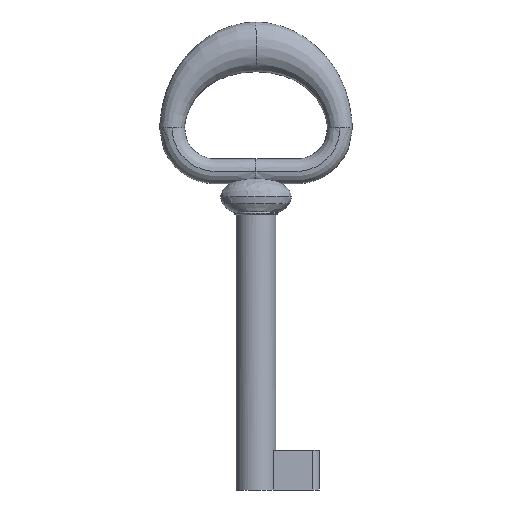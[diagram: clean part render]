
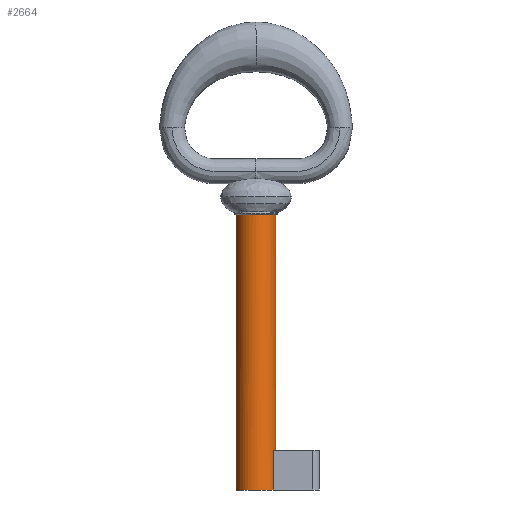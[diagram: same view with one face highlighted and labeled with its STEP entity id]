
A CAD part, front view. The second image highlights one B-rep face of the part: STEP entity #2664.
In plain terms, the highlighted cylindrical face has radius 3.2 mm (diameter 6.4 mm), a partial arc.
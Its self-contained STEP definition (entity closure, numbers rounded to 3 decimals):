
#126 = CARTESIAN_POINT ( 'NONE',  ( 2.827, -1.5, 22.25 ) ) ;
#150 = FACE_OUTER_BOUND ( 'NONE', #1086, .T. ) ;
#174 = CARTESIAN_POINT ( 'NONE',  ( -3.2, 0., 22.25 ) ) ;
#465 = DIRECTION ( 'NONE',  ( 1., 0., 0. ) ) ;
#484 = LINE ( 'NONE', #174, #522 ) ;
#489 = VERTEX_POINT ( 'NONE', #3266 ) ;
#503 = DIRECTION ( 'NONE',  ( 1., 0., 0. ) ) ;
#522 = VECTOR ( 'NONE', #1965, 1000. ) ;
#545 = CARTESIAN_POINT ( 'NONE',  ( 2.827, -1.5, 6.4 ) ) ;
#609 = VERTEX_POINT ( 'NONE', #663 ) ;
#663 = CARTESIAN_POINT ( 'NONE',  ( 2.827, -1.5, 0. ) ) ;
#796 = CARTESIAN_POINT ( 'NONE',  ( 0., 0., 44.25 ) ) ;
#799 = LINE ( 'NONE', #126, #3739 ) ;
#836 = EDGE_CURVE ( 'NONE', #3652, #489, #484, .T. ) ;
#971 = EDGE_CURVE ( 'NONE', #1383, #2544, #2579, .T. ) ;
#1010 = CARTESIAN_POINT ( 'NONE',  ( 0., 0., 6.4 ) ) ;
#1026 = CARTESIAN_POINT ( 'NONE',  ( 0., 0., 22.25 ) ) ;
#1027 = AXIS2_PLACEMENT_3D ( 'NONE', #796, #2293, #1078 ) ;
#1078 = DIRECTION ( 'NONE',  ( 1., 0., 0. ) ) ;
#1086 = EDGE_LOOP ( 'NONE', ( #1656, #1941, #1343, #2081, #3504, #1346 ) ) ;
#1129 = VECTOR ( 'NONE', #2186, 1000. ) ;
#1308 = EDGE_CURVE ( 'NONE', #609, #2544, #799, .T. ) ;
#1343 = ORIENTED_EDGE ( 'NONE', *, *, #1308, .T. ) ;
#1346 = ORIENTED_EDGE ( 'NONE', *, *, #2547, .T. ) ;
#1383 = VERTEX_POINT ( 'NONE', #2160 ) ;
#1387 = AXIS2_PLACEMENT_3D ( 'NONE', #1026, #1995, #1940 ) ;
#1524 = CIRCLE ( 'NONE', #3043, 3.2 ) ;
#1546 = EDGE_CURVE ( 'NONE', #1383, #1695, #1563, .T. ) ;
#1563 = LINE ( 'NONE', #3009, #1129 ) ;
#1590 = DIRECTION ( 'NONE',  ( 0., 0., 1. ) ) ;
#1641 = CARTESIAN_POINT ( 'NONE',  ( 0., 0., 0. ) ) ;
#1656 = ORIENTED_EDGE ( 'NONE', *, *, #836, .F. ) ;
#1695 = VERTEX_POINT ( 'NONE', #3302 ) ;
#1734 = AXIS2_PLACEMENT_3D ( 'NONE', #1010, #2509, #503 ) ;
#1940 = DIRECTION ( 'NONE',  ( 1., 0., 0. ) ) ;
#1941 = ORIENTED_EDGE ( 'NONE', *, *, #2170, .T. ) ;
#1965 = DIRECTION ( 'NONE',  ( 0., 0., 1. ) ) ;
#1995 = DIRECTION ( 'NONE',  ( 0., 0., 1. ) ) ;
#2081 = ORIENTED_EDGE ( 'NONE', *, *, #971, .F. ) ;
#2160 = CARTESIAN_POINT ( 'NONE',  ( 3.2, 0., 6.4 ) ) ;
#2170 = EDGE_CURVE ( 'NONE', #3652, #609, #1524, .T. ) ;
#2186 = DIRECTION ( 'NONE',  ( 0., 0., 1. ) ) ;
#2293 = DIRECTION ( 'NONE',  ( 0., 0., -1. ) ) ;
#2465 = CYLINDRICAL_SURFACE ( 'NONE', #1387, 3.2 ) ;
#2509 = DIRECTION ( 'NONE',  ( 0., 0., -1. ) ) ;
#2534 = CARTESIAN_POINT ( 'NONE',  ( -3.2, 0., 0. ) ) ;
#2544 = VERTEX_POINT ( 'NONE', #545 ) ;
#2547 = EDGE_CURVE ( 'NONE', #1695, #489, #2835, .T. ) ;
#2579 = CIRCLE ( 'NONE', #1734, 3.2 ) ;
#2664 = ADVANCED_FACE ( 'NONE', ( #150 ), #2465, .T. ) ;
#2835 = CIRCLE ( 'NONE', #1027, 3.2 ) ;
#3009 = CARTESIAN_POINT ( 'NONE',  ( 3.2, 0., 22.25 ) ) ;
#3043 = AXIS2_PLACEMENT_3D ( 'NONE', #1641, #3108, #465 ) ;
#3108 = DIRECTION ( 'NONE',  ( 0., 0., 1. ) ) ;
#3266 = CARTESIAN_POINT ( 'NONE',  ( -3.2, 0., 44.25 ) ) ;
#3302 = CARTESIAN_POINT ( 'NONE',  ( 3.2, 0., 44.25 ) ) ;
#3504 = ORIENTED_EDGE ( 'NONE', *, *, #1546, .T. ) ;
#3652 = VERTEX_POINT ( 'NONE', #2534 ) ;
#3739 = VECTOR ( 'NONE', #1590, 1000. ) ;
